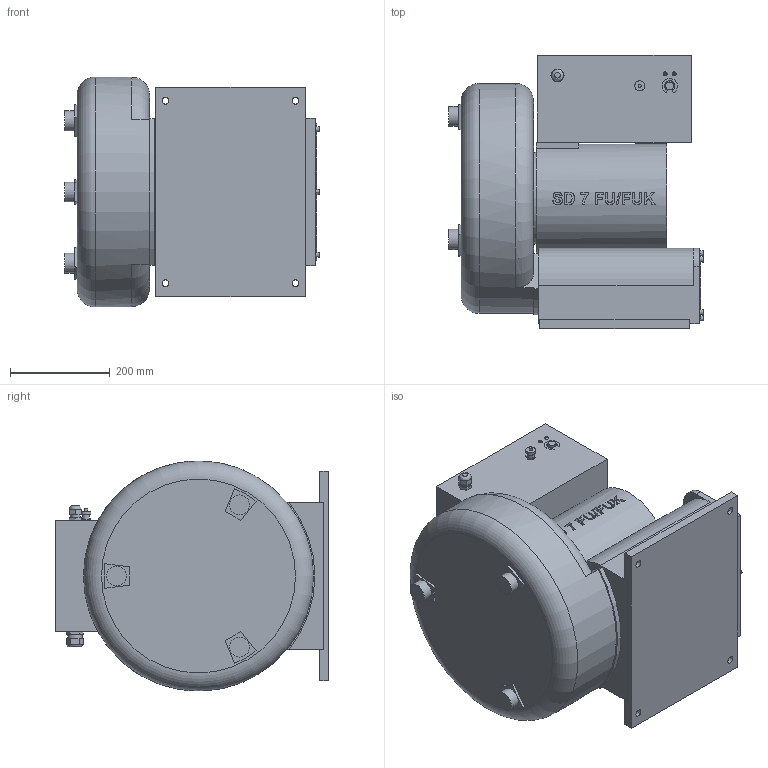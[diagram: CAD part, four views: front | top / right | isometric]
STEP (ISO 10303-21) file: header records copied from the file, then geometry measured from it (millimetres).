
FILE_DESCRIPTION((''),'2;1');
FILE_NAME('AttTemp.stp','2014-08-19T12:06:05',('luginsland'),(''),'Autodesk Inventor 2012','Autodesk Inventor 2012','');
FILE_SCHEMA(('CONFIG_CONTROL_DESIGN'));
Length unit declared in the file: millimetre
Products named in the file (1): 01-TB-24139
Bounding box: 510 x 546.08 x 460 mm (x, y, z)
Volume: 59585320.5 mm3; surface area: 1524991.4 mm2
Topology: 1 solids, 6 shells, 618 faces, 1576 edges, 1040 vertices
Faces by surface type: plane 410, bspline 131, cylinder 64, cone 9, torus 4
Full cylindrical faces by diameter (mm): 6.5 x1, 6.647 x3, 8 x8, 10 x4, 14 x1, 16 x1, 18 x1, 20 x3, 28 x1, 40 x3, 45 x2, 65 x2, 130 x2, 184 x1, 218 x1, 460 x1
Entity records: 20022 total; most frequent: CARTESIAN_POINT 5331, ORIENTED_EDGE 3028, DIRECTION 2456, EDGE_CURVE 1514, VECTOR 1036, LINE 1036, VERTEX_POINT 1028, EDGE_LOOP 748
